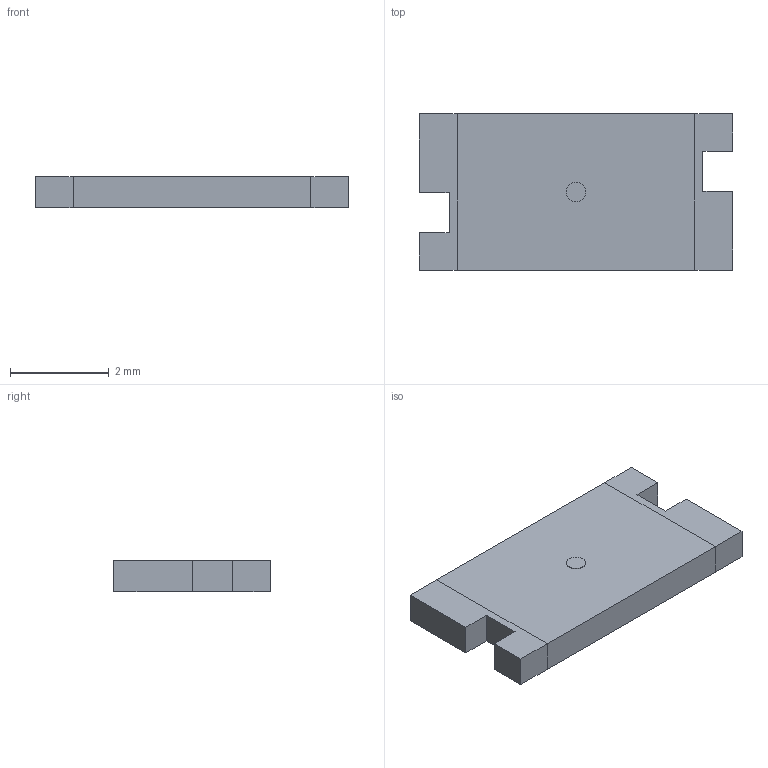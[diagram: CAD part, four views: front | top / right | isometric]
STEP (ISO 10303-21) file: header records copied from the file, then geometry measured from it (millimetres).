
FILE_DESCRIPTION(('FreeCAD Model'),'2;1');
FILE_NAME('CSM2512_0R007_0R2.step','2018-05-08T17:39:54',('kicad StepUp'),('ksu MCAD'), 'Open CASCADE STEP processor 6.5','FreeCAD','Unknown');
FILE_SCHEMA(('AUTOMOTIVE_DESIGN_CC2 { 1 2 10303 214 -1 1 5 4 }'));
Length unit declared in the file: millimetre
Products named in the file (4): ASSEMBLY; Pad003; Pad005; Pad004
Assembly tree (3 placements, depth 2):
  ASSEMBLY
    Pad003
    Pad005
    Pad004
Bounding box: 6.35 x 3.17 x 0.65 mm (x, y, z)
Volume: 12.2 mm3; surface area: 60.3 mm2
Topology: 4 solids, 4 shells, 29 faces, 63 edges, 42 vertices
Faces by surface type: plane 28, cylinder 1
Full cylindrical faces by diameter (mm): 0.4 x1
Entity records: 878 total; most frequent: CARTESIAN_POINT 138, DIRECTION 131, ORIENTED_EDGE 126, EDGE_CURVE 63, LINE 61, VECTOR 61, VERTEX_POINT 42, AXIS2_PLACEMENT_3D 35
